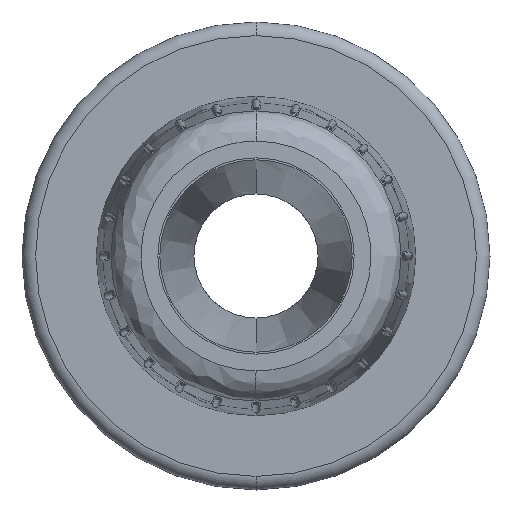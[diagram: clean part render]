
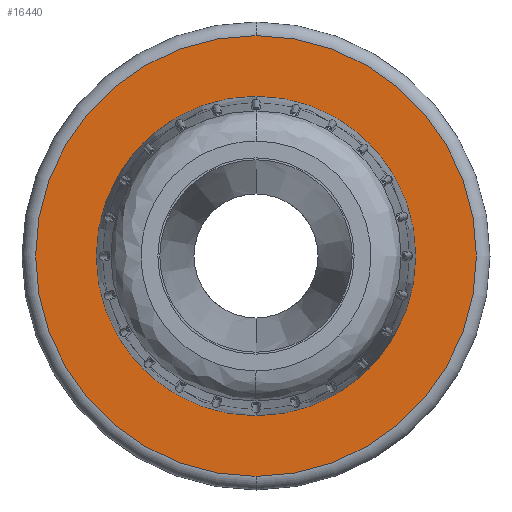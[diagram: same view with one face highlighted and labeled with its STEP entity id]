
A CAD part, front view. The second image highlights one B-rep face of the part: STEP entity #16440.
In plain terms, the highlighted planar face has unit normal (0, -1, 0).
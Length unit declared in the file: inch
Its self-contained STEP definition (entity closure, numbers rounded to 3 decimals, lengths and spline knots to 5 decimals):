
#196 = EDGE_CURVE ( 'NONE', #15128, #13703, #11301, .T. ) ;
#316 = AXIS2_PLACEMENT_3D ( 'NONE', #15084, #6718, #8389 ) ;
#421 = DIRECTION ( 'NONE',  ( 0., 0., -1. ) ) ;
#567 = AXIS2_PLACEMENT_3D ( 'NONE', #6892, #12640, #5213 ) ;
#638 = CARTESIAN_POINT ( 'NONE',  ( -1.14946, 0., 0. ) ) ;
#1014 = DIRECTION ( 'NONE',  ( 0., 0., -1. ) ) ;
#1481 = CARTESIAN_POINT ( 'NONE',  ( 0., 0., -1.14946 ) ) ;
#2740 = CARTESIAN_POINT ( 'NONE',  ( 0., 0., 1.14946 ) ) ;
#3213 = DIRECTION ( 'NONE',  ( 0., -1., 0. ) ) ;
#3307 = CARTESIAN_POINT ( 'NONE',  ( 0., 0., 0. ) ) ;
#3796 = FACE_OUTER_BOUND ( 'NONE', #15139, .T. ) ;
#5213 = DIRECTION ( 'NONE',  ( 0., 0., -1. ) ) ;
#6612 = CARTESIAN_POINT ( 'NONE',  ( 0., 0., -0.83335 ) ) ;
#6718 = DIRECTION ( 'NONE',  ( 0., -1., 0. ) ) ;
#6892 = CARTESIAN_POINT ( 'NONE',  ( 0., 0., 0. ) ) ;
#7581 = ORIENTED_EDGE ( 'NONE', *, *, #196, .F. ) ;
#7867 = EDGE_CURVE ( 'NONE', #9696, #9265, #17984, .T. ) ;
#8256 = CARTESIAN_POINT ( 'NONE',  ( 0., 0., 0. ) ) ;
#8389 = DIRECTION ( 'NONE',  ( 0., 0., -1. ) ) ;
#8926 = FACE_BOUND ( 'NONE', #17889, .T. ) ;
#8938 = ORIENTED_EDGE ( 'NONE', *, *, #11531, .T. ) ;
#8976 = ORIENTED_EDGE ( 'NONE', *, *, #13842, .F. ) ;
#9185 = CIRCLE ( 'NONE', #567, 0.83335 ) ;
#9265 = VERTEX_POINT ( 'NONE', #2740 ) ;
#9696 = VERTEX_POINT ( 'NONE', #1481 ) ;
#11282 = AXIS2_PLACEMENT_3D ( 'NONE', #638, #17744, #16457 ) ;
#11301 = CIRCLE ( 'NONE', #316, 0.83335 ) ;
#11531 = EDGE_CURVE ( 'NONE', #9265, #9696, #13920, .T. ) ;
#12640 = DIRECTION ( 'NONE',  ( 0., -1., 0. ) ) ;
#12997 = CARTESIAN_POINT ( 'NONE',  ( 0., 0., 0.83335 ) ) ;
#13468 = PLANE ( 'NONE',  #11282 ) ;
#13703 = VERTEX_POINT ( 'NONE', #6612 ) ;
#13744 = DIRECTION ( 'NONE',  ( 0., -1., 0. ) ) ;
#13842 = EDGE_CURVE ( 'NONE', #13703, #15128, #9185, .T. ) ;
#13920 = CIRCLE ( 'NONE', #16621, 1.14946 ) ;
#15084 = CARTESIAN_POINT ( 'NONE',  ( 0., 0., 0. ) ) ;
#15110 = AXIS2_PLACEMENT_3D ( 'NONE', #3307, #3213, #421 ) ;
#15128 = VERTEX_POINT ( 'NONE', #12997 ) ;
#15139 = EDGE_LOOP ( 'NONE', ( #15705, #8938 ) ) ;
#15705 = ORIENTED_EDGE ( 'NONE', *, *, #7867, .T. ) ;
#16440 = ADVANCED_FACE ( 'NONE', ( #8926, #3796 ), #13468, .F. ) ;
#16457 = DIRECTION ( 'NONE',  ( 0., 0., 1. ) ) ;
#16621 = AXIS2_PLACEMENT_3D ( 'NONE', #8256, #13744, #1014 ) ;
#17744 = DIRECTION ( 'NONE',  ( 0., 1., 0. ) ) ;
#17889 = EDGE_LOOP ( 'NONE', ( #7581, #8976 ) ) ;
#17984 = CIRCLE ( 'NONE', #15110, 1.14946 ) ;
